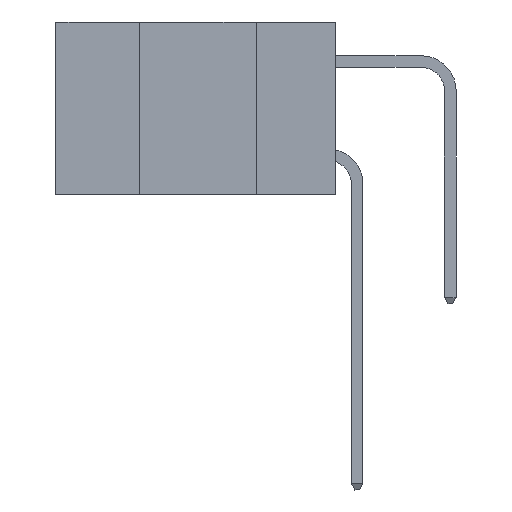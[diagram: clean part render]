
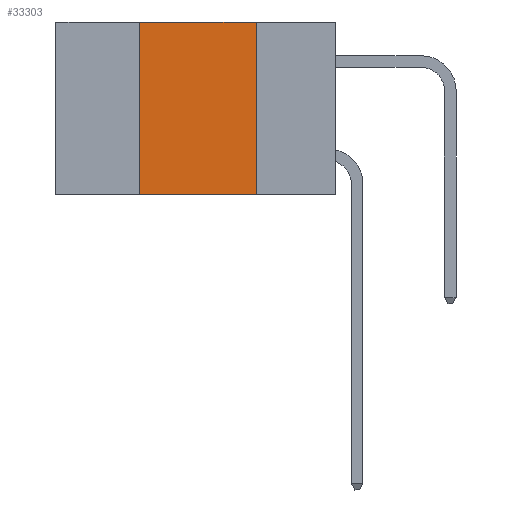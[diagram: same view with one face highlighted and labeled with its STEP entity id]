
A CAD part, left-side view. The second image highlights one B-rep face of the part: STEP entity #33303.
In plain terms, the highlighted planar face has unit normal (-1, 0, 0).
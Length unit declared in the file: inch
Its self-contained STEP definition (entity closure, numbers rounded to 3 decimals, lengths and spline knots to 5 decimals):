
#196 = CARTESIAN_POINT ( 'NONE',  ( 0., 0.17, 0. ) ) ;
#332 = EDGE_CURVE ( 'NONE', #16463, #1431, #14450, .T. ) ;
#991 = CARTESIAN_POINT ( 'NONE',  ( 0., 0.42, 0. ) ) ;
#1050 = DIRECTION ( 'NONE',  ( 0., -1., 0. ) ) ;
#1431 = VERTEX_POINT ( 'NONE', #4607 ) ;
#1804 = ORIENTED_EDGE ( 'NONE', *, *, #20939, .F. ) ;
#2176 = CARTESIAN_POINT ( 'NONE',  ( 0., 0.42, 0. ) ) ;
#2217 = ORIENTED_EDGE ( 'NONE', *, *, #34007, .T. ) ;
#2427 = LINE ( 'NONE', #991, #29537 ) ;
#4346 = VECTOR ( 'NONE', #1050, 39.37008 ) ;
#4607 = CARTESIAN_POINT ( 'NONE',  ( 0., 0.17, -0.37 ) ) ;
#7474 = VECTOR ( 'NONE', #12036, 39.37008 ) ;
#7868 = VECTOR ( 'NONE', #25085, 39.37008 ) ;
#9809 = VERTEX_POINT ( 'NONE', #2176 ) ;
#11274 = DIRECTION ( 'NONE',  ( 0., 0., -1. ) ) ;
#11378 = DIRECTION ( 'NONE',  ( 1., 0., 0. ) ) ;
#11454 = CARTESIAN_POINT ( 'NONE',  ( 0., 0.6, 0. ) ) ;
#12036 = DIRECTION ( 'NONE',  ( 0., 0., -1. ) ) ;
#13328 = LINE ( 'NONE', #11454, #4346 ) ;
#13892 = PLANE ( 'NONE',  #25243 ) ;
#13923 = ORIENTED_EDGE ( 'NONE', *, *, #332, .F. ) ;
#14450 = LINE ( 'NONE', #16389, #7474 ) ;
#14831 = LINE ( 'NONE', #25418, #7868 ) ;
#16389 = CARTESIAN_POINT ( 'NONE',  ( 0., 0.17, 0. ) ) ;
#16463 = VERTEX_POINT ( 'NONE', #196 ) ;
#16638 = EDGE_CURVE ( 'NONE', #9809, #16463, #13328, .T. ) ;
#17228 = EDGE_LOOP ( 'NONE', ( #13923, #30458, #1804, #2217 ) ) ;
#19331 = DIRECTION ( 'NONE',  ( 0., 0., 1. ) ) ;
#20811 = CARTESIAN_POINT ( 'NONE',  ( 0., 0.42, -0.37 ) ) ;
#20939 = EDGE_CURVE ( 'NONE', #26903, #9809, #2427, .T. ) ;
#25085 = DIRECTION ( 'NONE',  ( 0., -1., 0. ) ) ;
#25243 = AXIS2_PLACEMENT_3D ( 'NONE', #32569, #11378, #11274 ) ;
#25418 = CARTESIAN_POINT ( 'NONE',  ( 0., 0.6, -0.37 ) ) ;
#26878 = FACE_OUTER_BOUND ( 'NONE', #17228, .T. ) ;
#26903 = VERTEX_POINT ( 'NONE', #20811 ) ;
#29537 = VECTOR ( 'NONE', #19331, 39.37008 ) ;
#30458 = ORIENTED_EDGE ( 'NONE', *, *, #16638, .F. ) ;
#32569 = CARTESIAN_POINT ( 'NONE',  ( 0., 0.6, 0. ) ) ;
#33303 = ADVANCED_FACE ( 'NONE', ( #26878 ), #13892, .F. ) ;
#34007 = EDGE_CURVE ( 'NONE', #26903, #1431, #14831, .T. ) ;
